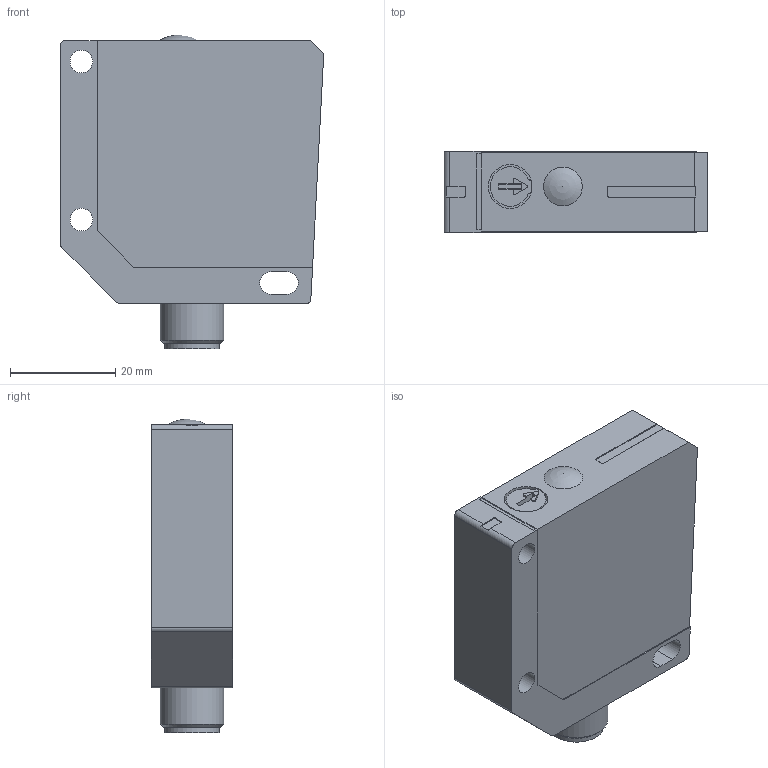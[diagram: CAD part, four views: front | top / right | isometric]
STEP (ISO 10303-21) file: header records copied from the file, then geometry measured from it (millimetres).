
FILE_DESCRIPTION(/* description */ (''),/* implementation_level */ '2;1');
FILE_NAME(/* name */ 'PK170220.stp',/* time_stamp */ '2016-10-11T09:15:47+02:00',/* author */ ('mitarbeiter'),/* organization */ (''),/* preprocessor_version */ 'ST-DEVELOPER v15.2',/* originating_system */ 'Autodesk Inventor 2014',/* authorisation */ '');
FILE_SCHEMA (('AUTOMOTIVE_DESIGN { 1 0 10303 214 3 1 1 }'));
Length unit declared in the file: millimetre
Products named in the file (1): PK170220
Bounding box: 50 x 15.4 x 59.5 mm (x, y, z)
Volume: 35449.1 mm3; surface area: 8981.7 mm2
Topology: 1 solids, 1 shells, 96 faces, 261 edges, 174 vertices
Faces by surface type: plane 55, cylinder 29, cone 6, sphere 6
Full cylindrical faces by diameter (mm): 1 x4, 4.3 x2, 8.3 x2, 10.4 x1, 12 x1
Entity records: 2929 total; most frequent: CARTESIAN_POINT 499, DIRECTION 490, ORIENTED_EDGE 454, EDGE_CURVE 227, AXIS2_PLACEMENT_3D 167, VERTEX_POINT 158, LINE 156, VECTOR 156
